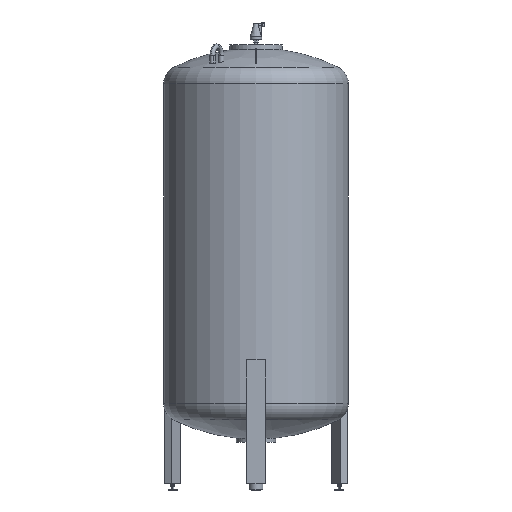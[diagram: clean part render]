
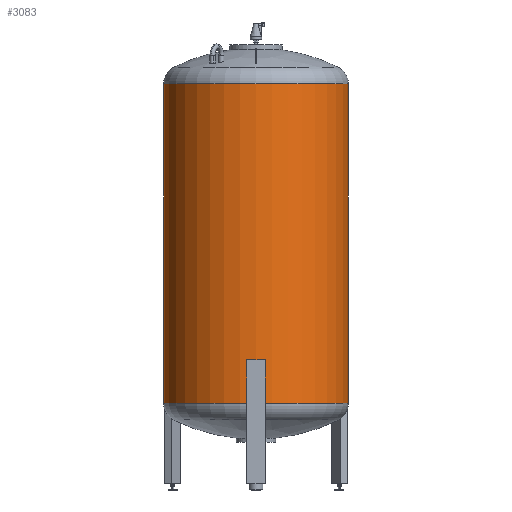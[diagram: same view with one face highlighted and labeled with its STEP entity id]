
A CAD part, front view. The second image highlights one B-rep face of the part: STEP entity #3083.
In plain terms, the highlighted cylindrical face has radius 600 mm (diameter 1200 mm), a partial arc.
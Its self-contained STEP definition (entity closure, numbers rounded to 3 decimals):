
#101 = DIRECTION ( 'NONE',  ( 0., 0., 1. ) ) ;
#202 = AXIS2_PLACEMENT_3D ( 'NONE', #1870, #1517, #3487 ) ;
#333 = CARTESIAN_POINT ( 'NONE',  ( 0., 0., 562.529 ) ) ;
#554 = EDGE_LOOP ( 'NONE', ( #2575, #4123, #2667, #2919 ) ) ;
#685 = EDGE_CURVE ( 'NONE', #3130, #3927, #2153, .T. ) ;
#758 = DIRECTION ( 'NONE',  ( 0., 0., 1. ) ) ;
#935 = VERTEX_POINT ( 'NONE', #3013 ) ;
#1140 = DIRECTION ( 'NONE',  ( 0., 0., 1. ) ) ;
#1251 = VECTOR ( 'NONE', #101, 1000. ) ;
#1261 = VECTOR ( 'NONE', #758, 1000. ) ;
#1273 = CIRCLE ( 'NONE', #3721, 600. ) ;
#1421 = CARTESIAN_POINT ( 'NONE',  ( 600., 0., 1600. ) ) ;
#1517 = DIRECTION ( 'NONE',  ( 0., 0., -1. ) ) ;
#1740 = CARTESIAN_POINT ( 'NONE',  ( -600., 0., 2637.471 ) ) ;
#1870 = CARTESIAN_POINT ( 'NONE',  ( 0., 0., 2637.471 ) ) ;
#2049 = EDGE_CURVE ( 'NONE', #935, #3130, #1273, .T. ) ;
#2053 = CARTESIAN_POINT ( 'NONE',  ( 600., 0., 2637.471 ) ) ;
#2064 = VERTEX_POINT ( 'NONE', #2053 ) ;
#2153 = LINE ( 'NONE', #2804, #1261 ) ;
#2468 = CARTESIAN_POINT ( 'NONE',  ( -600., 0., 562.529 ) ) ;
#2575 = ORIENTED_EDGE ( 'NONE', *, *, #685, .F. ) ;
#2643 = EDGE_CURVE ( 'NONE', #935, #2064, #2706, .T. ) ;
#2667 = ORIENTED_EDGE ( 'NONE', *, *, #2643, .T. ) ;
#2706 = LINE ( 'NONE', #1421, #1251 ) ;
#2767 = CARTESIAN_POINT ( 'NONE',  ( 0., 0., 1600. ) ) ;
#2804 = CARTESIAN_POINT ( 'NONE',  ( -600., 0., 1600. ) ) ;
#2919 = ORIENTED_EDGE ( 'NONE', *, *, #3233, .T. ) ;
#2979 = DIRECTION ( 'NONE',  ( 0., 0., -1. ) ) ;
#3013 = CARTESIAN_POINT ( 'NONE',  ( 600., 0., 562.529 ) ) ;
#3083 = ADVANCED_FACE ( 'NONE', ( #4106 ), #3099, .T. ) ;
#3099 = CYLINDRICAL_SURFACE ( 'NONE', #4229, 600. ) ;
#3130 = VERTEX_POINT ( 'NONE', #2468 ) ;
#3233 = EDGE_CURVE ( 'NONE', #2064, #3927, #3626, .T. ) ;
#3357 = DIRECTION ( 'NONE',  ( 1., 0., 0. ) ) ;
#3487 = DIRECTION ( 'NONE',  ( -1., 0., 0. ) ) ;
#3626 = CIRCLE ( 'NONE', #202, 600. ) ;
#3663 = DIRECTION ( 'NONE',  ( -1., 0., 0. ) ) ;
#3721 = AXIS2_PLACEMENT_3D ( 'NONE', #333, #2979, #3663 ) ;
#3927 = VERTEX_POINT ( 'NONE', #1740 ) ;
#4106 = FACE_OUTER_BOUND ( 'NONE', #554, .T. ) ;
#4123 = ORIENTED_EDGE ( 'NONE', *, *, #2049, .F. ) ;
#4229 = AXIS2_PLACEMENT_3D ( 'NONE', #2767, #1140, #3357 ) ;
